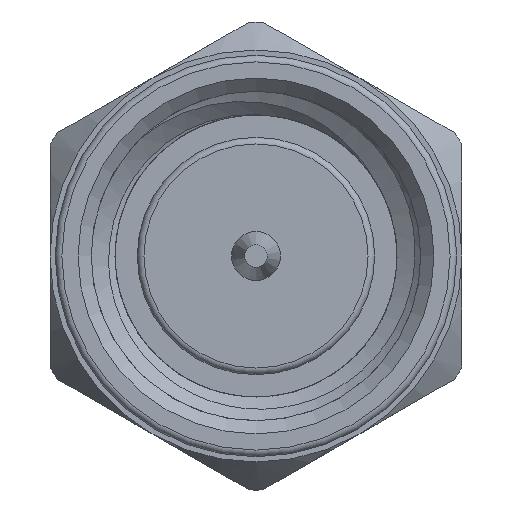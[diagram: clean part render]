
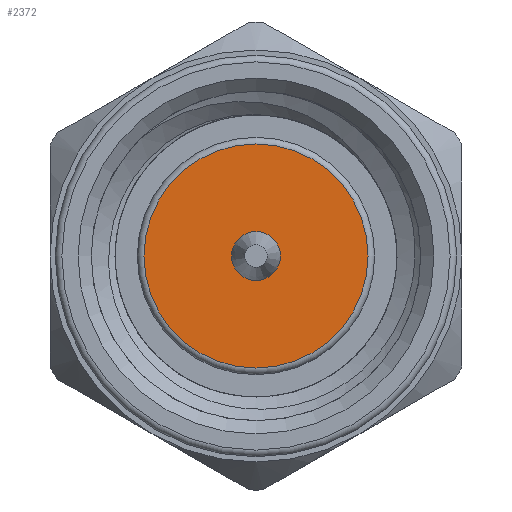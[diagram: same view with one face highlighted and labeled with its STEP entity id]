
A CAD part, left-side view. The second image highlights one B-rep face of the part: STEP entity #2372.
In plain terms, the highlighted planar face has unit normal (-1, 0, 0).
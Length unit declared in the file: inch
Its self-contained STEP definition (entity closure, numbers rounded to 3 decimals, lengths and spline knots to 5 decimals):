
#291 = CARTESIAN_POINT ( 'NONE',  ( -0.76, 0., 0. ) ) ;
#483 = EDGE_LOOP ( 'NONE', ( #2144 ) ) ;
#583 = DIRECTION ( 'NONE',  ( 0., 0., 1. ) ) ;
#741 = AXIS2_PLACEMENT_3D ( 'NONE', #2005, #991, #1794 ) ;
#759 = EDGE_CURVE ( 'NONE', #1367, #1367, #1048, .T. ) ;
#803 = AXIS2_PLACEMENT_3D ( 'NONE', #1124, #978, #583 ) ;
#978 = DIRECTION ( 'NONE',  ( -1., 0., 0. ) ) ;
#979 = FACE_OUTER_BOUND ( 'NONE', #2360, .T. ) ;
#991 = DIRECTION ( 'NONE',  ( -1., 0., 0. ) ) ;
#1048 = CIRCLE ( 'NONE', #803, 0.085 ) ;
#1124 = CARTESIAN_POINT ( 'NONE',  ( -0.76, 0., 0. ) ) ;
#1174 = PLANE ( 'NONE',  #741 ) ;
#1212 = CIRCLE ( 'NONE', #1338, 0.0185 ) ;
#1276 = DIRECTION ( 'NONE',  ( -1., 0., 0. ) ) ;
#1338 = AXIS2_PLACEMENT_3D ( 'NONE', #291, #1276, #1669 ) ;
#1367 = VERTEX_POINT ( 'NONE', #1961 ) ;
#1669 = DIRECTION ( 'NONE',  ( 0., 0., 1. ) ) ;
#1780 = FACE_BOUND ( 'NONE', #483, .T. ) ;
#1794 = DIRECTION ( 'NONE',  ( 0., 0., 1. ) ) ;
#1834 = CARTESIAN_POINT ( 'NONE',  ( -0.76, 0., 0.0185 ) ) ;
#1864 = ORIENTED_EDGE ( 'NONE', *, *, #759, .T. ) ;
#1961 = CARTESIAN_POINT ( 'NONE',  ( -0.76, 0., 0.085 ) ) ;
#1998 = EDGE_CURVE ( 'NONE', #2222, #2222, #1212, .T. ) ;
#2005 = CARTESIAN_POINT ( 'NONE',  ( -0.76, 0.15225, 0. ) ) ;
#2144 = ORIENTED_EDGE ( 'NONE', *, *, #1998, .F. ) ;
#2222 = VERTEX_POINT ( 'NONE', #1834 ) ;
#2360 = EDGE_LOOP ( 'NONE', ( #1864 ) ) ;
#2372 = ADVANCED_FACE ( 'NONE', ( #979, #1780 ), #1174, .T. ) ;
